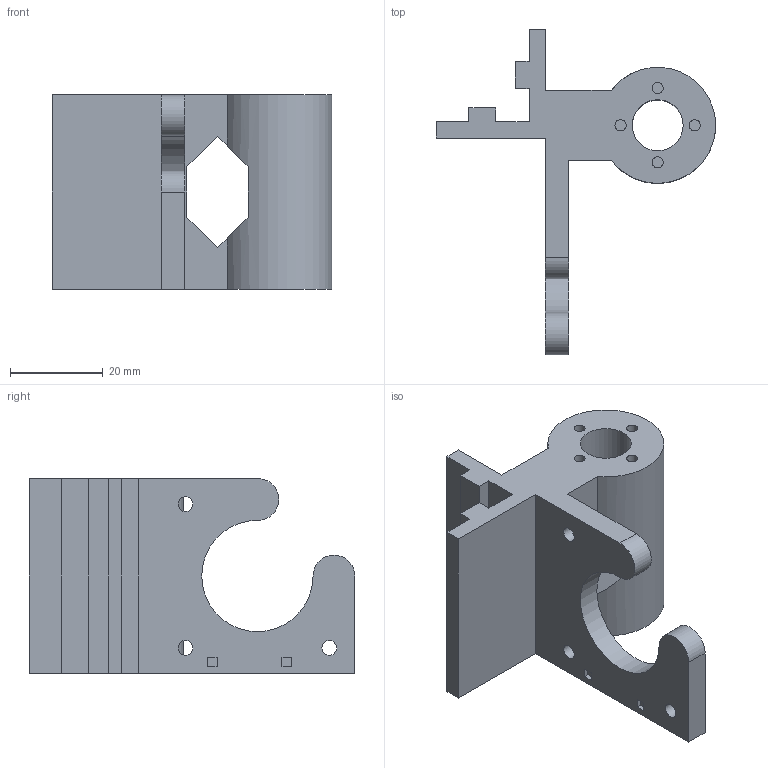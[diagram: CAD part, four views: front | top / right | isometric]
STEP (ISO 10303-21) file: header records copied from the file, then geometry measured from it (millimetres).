
FILE_DESCRIPTION(('FreeCAD Model'),'2;1');
FILE_NAME('x-motor-holder-20x20-TR8-x1.step', '2019-07-23T19:37:49',('Author'),(''), 'Open CASCADE STEP processor 6.8','FreeCAD','Unknown');
FILE_SCHEMA(('AUTOMOTIVE_DESIGN_CC2 { 1 2 10303 214 -1 1 5 4 }'));
Length unit declared in the file: millimetre
Products named in the file (2): ASSEMBLY; x-motor-holder-TR8
Assembly tree (1 placements, depth 2):
  ASSEMBLY
    x-motor-holder-TR8
Bounding box: 60.2 x 70.2 x 42 mm (x, y, z)
Volume: 32861.3 mm3; surface area: 15187.2 mm2
Topology: 1 solids, 1 shells, 61 faces, 164 edges, 110 vertices
Faces by surface type: plane 45, cylinder 16
Full cylindrical faces by diameter (mm): 2.4 x4, 2.6 x2, 3.2 x3, 6 x2, 11 x1
Entity records: 5098 total; most frequent: CARTESIAN_POINT 1807, DIRECTION 595, LINE 384, VECTOR 384, ORIENTED_EDGE 328, PCURVE 328, DEFINITIONAL_REPRESENTATION 328, EDGE_CURVE 164
